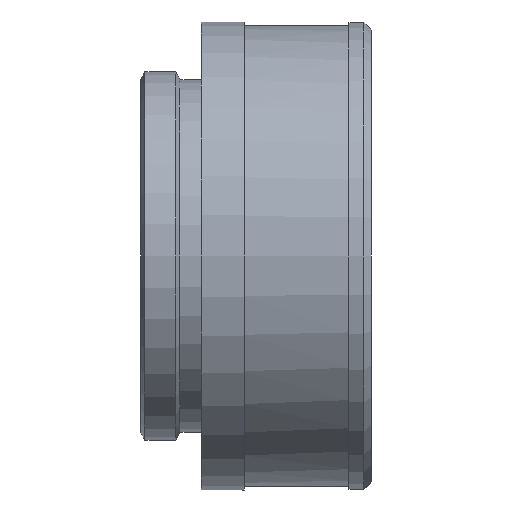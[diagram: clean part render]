
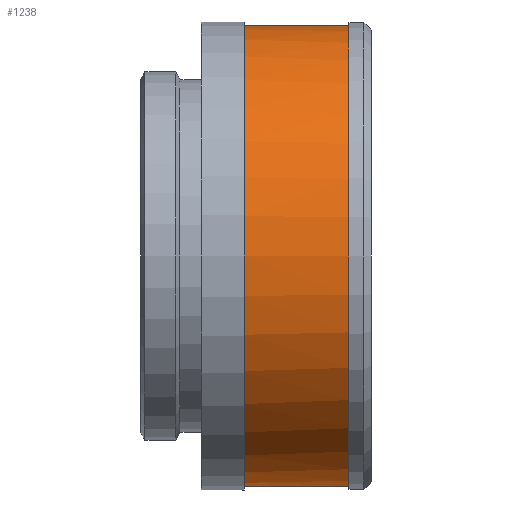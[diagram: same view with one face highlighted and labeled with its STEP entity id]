
A CAD part, left-side view. The second image highlights one B-rep face of the part: STEP entity #1238.
In plain terms, the highlighted cylindrical face has radius 15.621 mm (diameter 31.242 mm), a partial arc.
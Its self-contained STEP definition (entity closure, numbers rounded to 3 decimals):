
#180 = DIRECTION ( 'NONE',  ( 0., 0., -1. ) ) ;
#182 = DIRECTION ( 'NONE',  ( 0., 1., 0. ) ) ;
#183 = CARTESIAN_POINT ( 'NONE',  ( 0., -0.964, 0. ) ) ;
#186 = DIRECTION ( 'NONE',  ( 0., 0., 1. ) ) ;
#187 = DIRECTION ( 'NONE',  ( 0., -1., 0. ) ) ;
#189 = CARTESIAN_POINT ( 'NONE',  ( 0., -0.964, 0. ) ) ;
#192 = DIRECTION ( 'NONE',  ( 0., 0., 1. ) ) ;
#193 = DIRECTION ( 'NONE',  ( 0., 1., 0. ) ) ;
#194 = CARTESIAN_POINT ( 'NONE',  ( 0., 6.148, 0. ) ) ;
#278 = DIRECTION ( 'NONE',  ( 0., 0., 1. ) ) ;
#281 = FACE_OUTER_BOUND ( 'NONE', #1442, .T. ) ;
#282 = CYLINDRICAL_SURFACE ( 'NONE', #404, 15.621 ) ;
#288 = CARTESIAN_POINT ( 'NONE',  ( 0., 0., 0. ) ) ;
#289 = DIRECTION ( 'NONE',  ( 0., 1., 0. ) ) ;
#404 = AXIS2_PLACEMENT_3D ( 'NONE', #288, #289, #278 ) ;
#444 = AXIS2_PLACEMENT_3D ( 'NONE', #183, #182, #180 ) ;
#446 = AXIS2_PLACEMENT_3D ( 'NONE', #189, #187, #186 ) ;
#447 = CIRCLE ( 'NONE', #444, 15.621 ) ;
#448 = AXIS2_PLACEMENT_3D ( 'NONE', #194, #193, #192 ) ;
#449 = CIRCLE ( 'NONE', #446, 15.621 ) ;
#451 = CIRCLE ( 'NONE', #448, 15.621 ) ;
#482 = AXIS2_PLACEMENT_3D ( 'NONE', #711, #710, #707 ) ;
#484 = CIRCLE ( 'NONE', #482, 15.621 ) ;
#529 = VECTOR ( 'NONE', #737, 1000. ) ;
#536 = VECTOR ( 'NONE', #787, 1000. ) ;
#566 = LINE ( 'NONE', #574, #536 ) ;
#574 = CARTESIAN_POINT ( 'NONE',  ( 0., 0., -15.621 ) ) ;
#707 = DIRECTION ( 'NONE',  ( 0., 0., 1. ) ) ;
#710 = DIRECTION ( 'NONE',  ( 0., 1., 0. ) ) ;
#711 = CARTESIAN_POINT ( 'NONE',  ( 0., -0.964, 0. ) ) ;
#737 = DIRECTION ( 'NONE',  ( 0., 1., 0. ) ) ;
#750 = LINE ( 'NONE', #788, #529 ) ;
#787 = DIRECTION ( 'NONE',  ( 0., 1., 0. ) ) ;
#788 = CARTESIAN_POINT ( 'NONE',  ( 0., 0., 15.621 ) ) ;
#811 = ORIENTED_EDGE ( 'NONE', *, *, #1143, .F. ) ;
#812 = ORIENTED_EDGE ( 'NONE', *, *, #1201, .F. ) ;
#813 = ORIENTED_EDGE ( 'NONE', *, *, #1173, .T. ) ;
#814 = ORIENTED_EDGE ( 'NONE', *, *, #1202, .T. ) ;
#815 = ORIENTED_EDGE ( 'NONE', *, *, #1145, .T. ) ;
#816 = ORIENTED_EDGE ( 'NONE', *, *, #1200, .F. ) ;
#844 = VERTEX_POINT ( 'NONE', #1307 ) ;
#923 = VERTEX_POINT ( 'NONE', #1301 ) ;
#926 = VERTEX_POINT ( 'NONE', #1297 ) ;
#929 = VERTEX_POINT ( 'NONE', #1296 ) ;
#934 = VERTEX_POINT ( 'NONE', #1286 ) ;
#1067 = CARTESIAN_POINT ( 'NONE',  ( 0., 6.148, 15.621 ) ) ;
#1143 = EDGE_CURVE ( 'NONE', #929, #934, #566, .T. ) ;
#1145 = EDGE_CURVE ( 'NONE', #926, #1276, #750, .T. ) ;
#1173 = EDGE_CURVE ( 'NONE', #923, #844, #484, .T. ) ;
#1200 = EDGE_CURVE ( 'NONE', #934, #1276, #451, .T. ) ;
#1201 = EDGE_CURVE ( 'NONE', #923, #929, #449, .T. ) ;
#1202 = EDGE_CURVE ( 'NONE', #844, #926, #447, .T. ) ;
#1238 = ADVANCED_FACE ( 'NONE', ( #281 ), #282, .T. ) ;
#1276 = VERTEX_POINT ( 'NONE', #1067 ) ;
#1286 = CARTESIAN_POINT ( 'NONE',  ( 0., 6.148, -15.621 ) ) ;
#1296 = CARTESIAN_POINT ( 'NONE',  ( 0., -0.964, -15.621 ) ) ;
#1297 = CARTESIAN_POINT ( 'NONE',  ( 0., -0.964, 15.621 ) ) ;
#1301 = CARTESIAN_POINT ( 'NONE',  ( -0.762, -0.964, -15.602 ) ) ;
#1307 = CARTESIAN_POINT ( 'NONE',  ( -0.762, -0.964, 15.602 ) ) ;
#1442 = EDGE_LOOP ( 'NONE', ( #811, #812, #813, #814, #815, #816 ) ) ;
